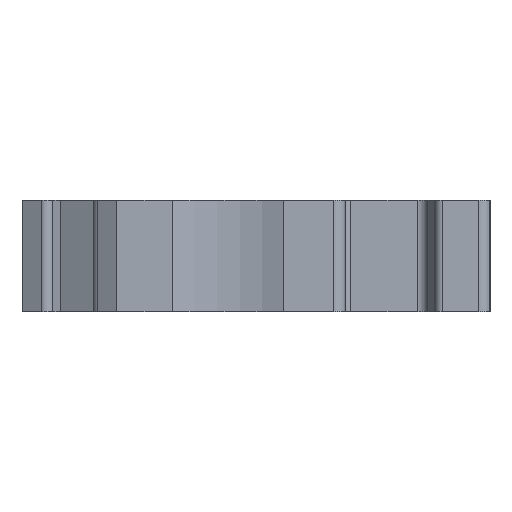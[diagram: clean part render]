
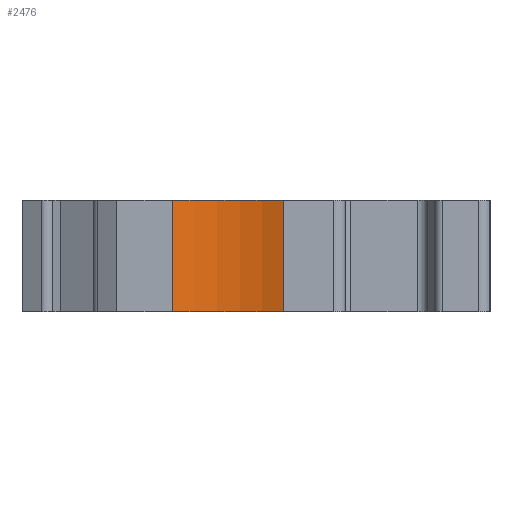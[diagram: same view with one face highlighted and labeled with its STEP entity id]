
A CAD part, left-side view. The second image highlights one B-rep face of the part: STEP entity #2476.
In plain terms, the highlighted cylindrical face has radius 13 mm (diameter 26 mm), a partial arc.
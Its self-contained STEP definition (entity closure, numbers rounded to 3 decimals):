
#38=CYLINDRICAL_SURFACE('',#2658,13.);
#110=CIRCLE('',#2659,13.);
#111=CIRCLE('',#2660,13.);
#332=ORIENTED_EDGE('',*,*,#1050,.T.);
#333=ORIENTED_EDGE('',*,*,#1051,.T.);
#334=ORIENTED_EDGE('',*,*,#1052,.F.);
#335=ORIENTED_EDGE('',*,*,#1047,.F.);
#1047=EDGE_CURVE('',#1393,#1394,#1634,.T.);
#1050=EDGE_CURVE('',#1393,#1395,#110,.F.);
#1051=EDGE_CURVE('',#1395,#1396,#1637,.T.);
#1052=EDGE_CURVE('',#1394,#1396,#111,.T.);
#1393=VERTEX_POINT('',#3813);
#1394=VERTEX_POINT('',#3814);
#1395=VERTEX_POINT('',#3819);
#1396=VERTEX_POINT('',#3821);
#1634=LINE('',#3812,#1901);
#1637=LINE('',#3820,#1904);
#1901=VECTOR('',#3054,1000.);
#1904=VECTOR('',#3061,1000.);
#2127=EDGE_LOOP('',(#332,#333,#334,#335));
#2262=FACE_BOUND('',#2127,.T.);
#2476=ADVANCED_FACE('',(#2262),#38,.F.);
#2658=AXIS2_PLACEMENT_3D('',#3817,#3057,#3058);
#2659=AXIS2_PLACEMENT_3D('',#3818,#3059,#3060);
#2660=AXIS2_PLACEMENT_3D('',#3822,#3062,#3063);
#3054=DIRECTION('',(0.,0.,1.));
#3057=DIRECTION('',(0.,0.,1.));
#3058=DIRECTION('',(1.,0.,0.));
#3059=DIRECTION('',(0.,0.,1.));
#3060=DIRECTION('',(1.,0.,0.));
#3061=DIRECTION('',(0.,0.,1.));
#3062=DIRECTION('',(0.,0.,-1.));
#3063=DIRECTION('',(-1.,0.,0.));
#3812=CARTESIAN_POINT('',(-38.25,7.5,-82.842));
#3813=CARTESIAN_POINT('',(-38.25,7.5,-5.));
#3814=CARTESIAN_POINT('',(-38.25,7.5,5.));
#3817=CARTESIAN_POINT('',(-50.25,2.5,-82.842));
#3818=CARTESIAN_POINT('',(-50.25,2.5,-5.));
#3819=CARTESIAN_POINT('',(-38.25,-2.5,-5.));
#3820=CARTESIAN_POINT('',(-38.25,-2.5,-82.842));
#3821=CARTESIAN_POINT('',(-38.25,-2.5,5.));
#3822=CARTESIAN_POINT('',(-50.25,2.5,5.));
